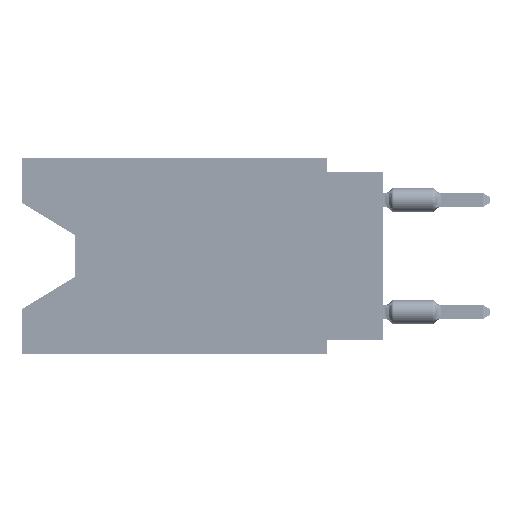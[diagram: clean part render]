
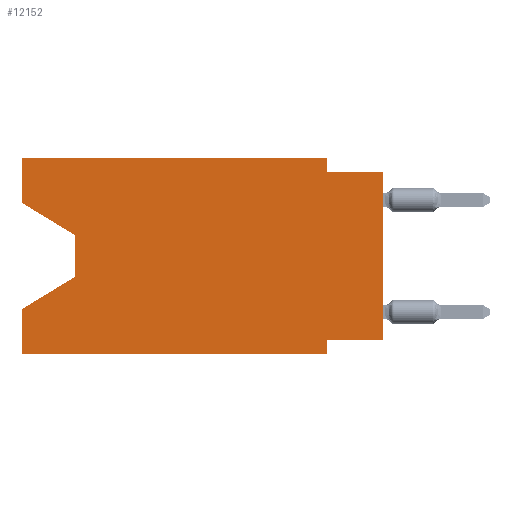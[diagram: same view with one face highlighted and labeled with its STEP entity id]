
A CAD part, left-side view. The second image highlights one B-rep face of the part: STEP entity #12152.
In plain terms, the highlighted planar face has unit normal (-1, 0, 0).
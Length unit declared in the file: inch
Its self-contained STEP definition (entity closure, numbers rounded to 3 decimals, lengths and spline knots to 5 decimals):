
#120 = DIRECTION ( 'NONE',  ( 0., 0., -1. ) ) ;
#563 = DIRECTION ( 'NONE',  ( 0., 0., 1. ) ) ;
#968 = VECTOR ( 'NONE', #42065, 39.37008 ) ;
#1555 = VECTOR ( 'NONE', #54908, 39.37008 ) ;
#2655 = DIRECTION ( 'NONE',  ( 0., 0., -1. ) ) ;
#3260 = VERTEX_POINT ( 'NONE', #42693 ) ;
#3360 = EDGE_CURVE ( 'NONE', #4259, #7272, #11527, .T. ) ;
#4248 = DIRECTION ( 'NONE',  ( 0., 0.855, -0.519 ) ) ;
#4259 = VERTEX_POINT ( 'NONE', #41498 ) ;
#4391 = ORIENTED_EDGE ( 'NONE', *, *, #49018, .F. ) ;
#4489 = LINE ( 'NONE', #45274, #31063 ) ;
#5239 = CARTESIAN_POINT ( 'NONE',  ( 0., 0.55, -0.212 ) ) ;
#5651 = VERTEX_POINT ( 'NONE', #42285 ) ;
#6338 = VERTEX_POINT ( 'NONE', #58116 ) ;
#7272 = VERTEX_POINT ( 'NONE', #32937 ) ;
#9163 = CARTESIAN_POINT ( 'NONE',  ( 0., 0.645, 0. ) ) ;
#10015 = LINE ( 'NONE', #24772, #48374 ) ;
#10676 = CARTESIAN_POINT ( 'NONE',  ( 0., 0.55, -0.138 ) ) ;
#11527 = LINE ( 'NONE', #33992, #1555 ) ;
#11903 = ORIENTED_EDGE ( 'NONE', *, *, #19815, .F. ) ;
#12152 = ADVANCED_FACE ( 'NONE', ( #64583 ), #59459, .F. ) ;
#12218 = CARTESIAN_POINT ( 'NONE',  ( 0., 0.55, -0.212 ) ) ;
#12603 = CARTESIAN_POINT ( 'NONE',  ( 0., 0.1, -0.35 ) ) ;
#12604 = AXIS2_PLACEMENT_3D ( 'NONE', #54672, #54002, #42703 ) ;
#13006 = EDGE_LOOP ( 'NONE', ( #47878, #35384, #39889, #38181, #38685, #11903, #30956, #47320, #4391, #27873, #51673, #21564 ) ) ;
#14529 = CARTESIAN_POINT ( 'NONE',  ( 0., 0.55, -0.138 ) ) ;
#17219 = EDGE_CURVE ( 'NONE', #4259, #40374, #65871, .T. ) ;
#17417 = EDGE_CURVE ( 'NONE', #56949, #7272, #19984, .T. ) ;
#19815 = EDGE_CURVE ( 'NONE', #44968, #40374, #29010, .T. ) ;
#19984 = LINE ( 'NONE', #5239, #34578 ) ;
#20750 = CARTESIAN_POINT ( 'NONE',  ( 0., 0., -0.025 ) ) ;
#21564 = ORIENTED_EDGE ( 'NONE', *, *, #42642, .F. ) ;
#22788 = LINE ( 'NONE', #64552, #28173 ) ;
#24772 = CARTESIAN_POINT ( 'NONE',  ( 0., 0., -0.025 ) ) ;
#26140 = VERTEX_POINT ( 'NONE', #10676 ) ;
#26928 = EDGE_CURVE ( 'NONE', #44793, #3260, #30393, .T. ) ;
#27873 = ORIENTED_EDGE ( 'NONE', *, *, #36500, .F. ) ;
#28020 = VERTEX_POINT ( 'NONE', #31275 ) ;
#28173 = VECTOR ( 'NONE', #563, 39.37008 ) ;
#29010 = LINE ( 'NONE', #12603, #66492 ) ;
#30393 = LINE ( 'NONE', #9163, #34005 ) ;
#30654 = LINE ( 'NONE', #35446, #41842 ) ;
#30956 = ORIENTED_EDGE ( 'NONE', *, *, #57166, .F. ) ;
#31063 = VECTOR ( 'NONE', #51100, 39.37008 ) ;
#31275 = CARTESIAN_POINT ( 'NONE',  ( 0., 0.1, -0.025 ) ) ;
#32937 = CARTESIAN_POINT ( 'NONE',  ( 0., 0.645, -0.26975 ) ) ;
#33992 = CARTESIAN_POINT ( 'NONE',  ( 0., 0.645, 0. ) ) ;
#34005 = VECTOR ( 'NONE', #51635, 39.37008 ) ;
#34578 = VECTOR ( 'NONE', #4248, 39.37008 ) ;
#35384 = ORIENTED_EDGE ( 'NONE', *, *, #55166, .T. ) ;
#35446 = CARTESIAN_POINT ( 'NONE',  ( 0., 0., -0.325 ) ) ;
#35845 = EDGE_CURVE ( 'NONE', #5651, #36230, #51352, .T. ) ;
#36230 = VERTEX_POINT ( 'NONE', #20750 ) ;
#36290 = CARTESIAN_POINT ( 'NONE',  ( 0., 0.1, -0.325 ) ) ;
#36500 = EDGE_CURVE ( 'NONE', #3260, #28020, #4489, .T. ) ;
#38181 = ORIENTED_EDGE ( 'NONE', *, *, #3360, .F. ) ;
#38685 = ORIENTED_EDGE ( 'NONE', *, *, #17219, .T. ) ;
#39889 = ORIENTED_EDGE ( 'NONE', *, *, #17417, .T. ) ;
#40374 = VERTEX_POINT ( 'NONE', #57207 ) ;
#41498 = CARTESIAN_POINT ( 'NONE',  ( 0., 0.645, -0.35 ) ) ;
#41803 = VECTOR ( 'NONE', #120, 39.37008 ) ;
#41842 = VECTOR ( 'NONE', #51888, 39.37008 ) ;
#42065 = DIRECTION ( 'NONE',  ( 0., 0., 1. ) ) ;
#42285 = CARTESIAN_POINT ( 'NONE',  ( 0., 0., -0.325 ) ) ;
#42642 = EDGE_CURVE ( 'NONE', #6338, #44793, #22788, .T. ) ;
#42693 = CARTESIAN_POINT ( 'NONE',  ( 0., 0.1, 0. ) ) ;
#42703 = DIRECTION ( 'NONE',  ( 0., 0., -1. ) ) ;
#42730 = LINE ( 'NONE', #59148, #58791 ) ;
#44793 = VERTEX_POINT ( 'NONE', #60986 ) ;
#44968 = VERTEX_POINT ( 'NONE', #36290 ) ;
#45274 = CARTESIAN_POINT ( 'NONE',  ( 0., 0.1, 0. ) ) ;
#47320 = ORIENTED_EDGE ( 'NONE', *, *, #35845, .T. ) ;
#47878 = ORIENTED_EDGE ( 'NONE', *, *, #49572, .T. ) ;
#48374 = VECTOR ( 'NONE', #55943, 39.37008 ) ;
#49018 = EDGE_CURVE ( 'NONE', #28020, #36230, #10015, .T. ) ;
#49572 = EDGE_CURVE ( 'NONE', #6338, #26140, #42730, .T. ) ;
#51100 = DIRECTION ( 'NONE',  ( 0., 0., -1. ) ) ;
#51352 = LINE ( 'NONE', #67047, #968 ) ;
#51635 = DIRECTION ( 'NONE',  ( 0., -1., 0. ) ) ;
#51673 = ORIENTED_EDGE ( 'NONE', *, *, #26928, .F. ) ;
#51888 = DIRECTION ( 'NONE',  ( 0., 1., 0. ) ) ;
#53017 = DIRECTION ( 'NONE',  ( 0., -0.855, -0.519 ) ) ;
#54002 = DIRECTION ( 'NONE',  ( 1., 0., 0. ) ) ;
#54672 = CARTESIAN_POINT ( 'NONE',  ( 0., 0.645, 0. ) ) ;
#54908 = DIRECTION ( 'NONE',  ( 0., 0., 1. ) ) ;
#55166 = EDGE_CURVE ( 'NONE', #26140, #56949, #61443, .T. ) ;
#55295 = CARTESIAN_POINT ( 'NONE',  ( 0., 0.645, -0.35 ) ) ;
#55637 = DIRECTION ( 'NONE',  ( 0., -1., 0. ) ) ;
#55943 = DIRECTION ( 'NONE',  ( 0., -1., 0. ) ) ;
#56560 = VECTOR ( 'NONE', #55637, 39.37008 ) ;
#56949 = VERTEX_POINT ( 'NONE', #12218 ) ;
#57166 = EDGE_CURVE ( 'NONE', #5651, #44968, #30654, .T. ) ;
#57207 = CARTESIAN_POINT ( 'NONE',  ( 0., 0.1, -0.35 ) ) ;
#58116 = CARTESIAN_POINT ( 'NONE',  ( 0., 0.645, -0.08025 ) ) ;
#58791 = VECTOR ( 'NONE', #53017, 39.37008 ) ;
#59148 = CARTESIAN_POINT ( 'NONE',  ( 0., 0.645, -0.08025 ) ) ;
#59459 = PLANE ( 'NONE',  #12604 ) ;
#60986 = CARTESIAN_POINT ( 'NONE',  ( 0., 0.645, 0. ) ) ;
#61443 = LINE ( 'NONE', #14529, #41803 ) ;
#64552 = CARTESIAN_POINT ( 'NONE',  ( 0., 0.645, 0. ) ) ;
#64583 = FACE_OUTER_BOUND ( 'NONE', #13006, .T. ) ;
#65871 = LINE ( 'NONE', #55295, #56560 ) ;
#66492 = VECTOR ( 'NONE', #2655, 39.37008 ) ;
#67047 = CARTESIAN_POINT ( 'NONE',  ( 0., 0., 0. ) ) ;
